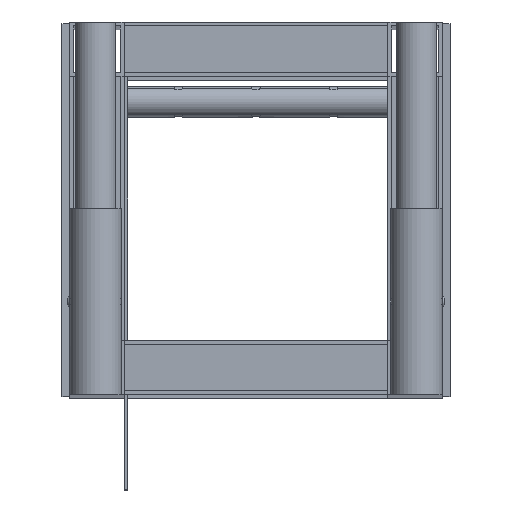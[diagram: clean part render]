
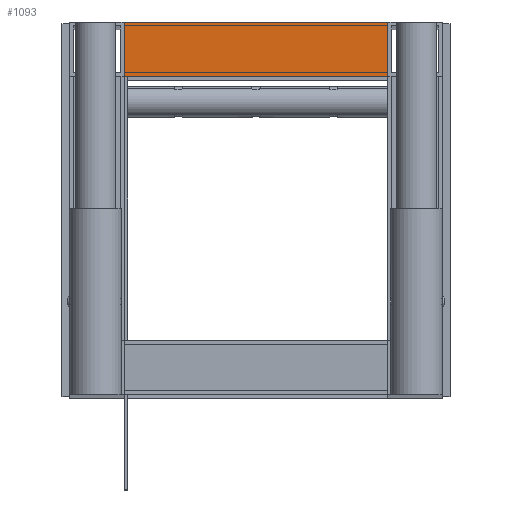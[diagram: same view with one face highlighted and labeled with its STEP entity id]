
A CAD part, top view. The second image highlights one B-rep face of the part: STEP entity #1093.
In plain terms, the highlighted planar face has unit normal (0, 0, 1).
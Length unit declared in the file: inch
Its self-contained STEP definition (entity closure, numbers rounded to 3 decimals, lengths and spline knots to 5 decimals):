
#269=FACE_OUTER_BOUND('',#331,.T.);
#331=EDGE_LOOP('',(#804,#805,#806,#807));
#441=LINE('',#1852,#513);
#444=LINE('',#1857,#516);
#450=LINE('',#1869,#522);
#451=LINE('',#1871,#523);
#513=VECTOR('',#1543,39.37008);
#516=VECTOR('',#1548,39.37008);
#522=VECTOR('',#1556,39.37008);
#523=VECTOR('',#1559,39.37008);
#584=VERTEX_POINT('',#1849);
#585=VERTEX_POINT('',#1851);
#586=VERTEX_POINT('',#1855);
#591=VERTEX_POINT('',#1867);
#671=EDGE_CURVE('',#585,#584,#441,.T.);
#674=EDGE_CURVE('',#586,#584,#444,.T.);
#680=EDGE_CURVE('',#591,#586,#450,.T.);
#681=EDGE_CURVE('',#591,#585,#451,.T.);
#804=ORIENTED_EDGE('',*,*,#671,.T.);
#805=ORIENTED_EDGE('',*,*,#674,.F.);
#806=ORIENTED_EDGE('',*,*,#680,.F.);
#807=ORIENTED_EDGE('',*,*,#681,.T.);
#1001=PLANE('',#1418);
#1093=ADVANCED_FACE('',(#269),#1001,.F.);
#1418=AXIS2_PLACEMENT_3D('',#1880,#1564,#1565);
#1543=DIRECTION('',(0.,-1.,0.));
#1548=DIRECTION('',(-1.,0.,0.));
#1556=DIRECTION('',(0.,-1.,0.));
#1559=DIRECTION('',(-1.,0.,0.));
#1564=DIRECTION('center_axis',(0.,0.,-1.));
#1565=DIRECTION('ref_axis',(-1.,0.,0.));
#1849=CARTESIAN_POINT('',(-1.75,-8.5,0.));
#1851=CARTESIAN_POINT('',(-1.75,0.,0.));
#1852=CARTESIAN_POINT('',(-1.75,-8.5,0.));
#1855=CARTESIAN_POINT('',(0.,-8.5,0.));
#1857=CARTESIAN_POINT('',(-0.875,-8.5,0.));
#1867=CARTESIAN_POINT('',(0.,0.,0.));
#1869=CARTESIAN_POINT('',(0.,-8.5,0.));
#1871=CARTESIAN_POINT('',(-0.875,0.,0.));
#1880=CARTESIAN_POINT('Origin',(-0.875,-8.5,0.));
